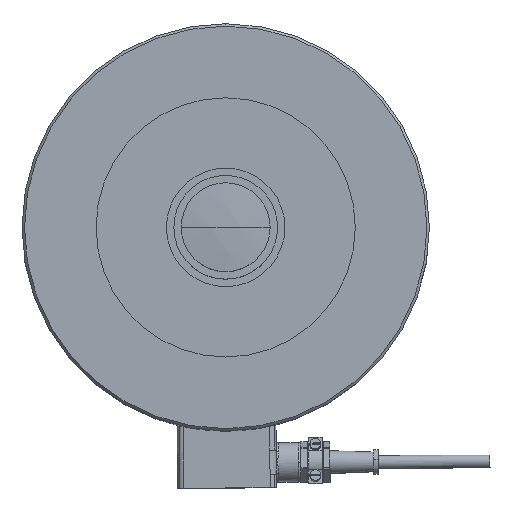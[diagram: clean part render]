
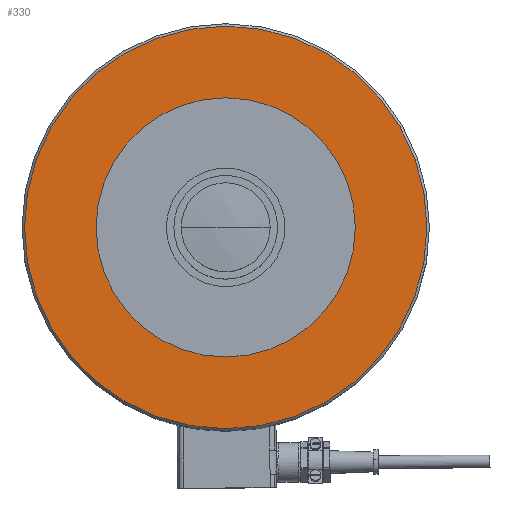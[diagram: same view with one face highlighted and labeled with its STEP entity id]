
A CAD part, top view. The second image highlights one B-rep face of the part: STEP entity #330.
In plain terms, the highlighted planar face has unit normal (0, 0, 1).
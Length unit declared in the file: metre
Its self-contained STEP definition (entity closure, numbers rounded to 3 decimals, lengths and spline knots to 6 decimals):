
#330=ADVANCED_FACE('0:231',(#868,#869),#870,.T.);
#868=FACE_OUTER_BOUND('',#1645,.T.);
#869=FACE_BOUND('',#1646,.T.);
#870=PLANE('',#1647);
#1645=EDGE_LOOP('',(#2880,#2881));
#1646=EDGE_LOOP('',(#2882,#2883));
#1647=AXIS2_PLACEMENT_3D('',#2884,#2885,#2886);
#2880=ORIENTED_EDGE('',*,*,#5202,.F.);
#2881=ORIENTED_EDGE('',*,*,#5203,.F.);
#2882=ORIENTED_EDGE('',*,*,#5204,.T.);
#2883=ORIENTED_EDGE('',*,*,#5205,.T.);
#2884=CARTESIAN_POINT('',(0.056883,0.103546,0.028917));
#2885=DIRECTION('',(0.,0.,1.0));
#2886=DIRECTION('',(1.0,0.,0.0));
#5202=EDGE_CURVE('0:1452',#6293,#6294,#6295,.T.);
#5203=EDGE_CURVE('',#6294,#6293,#6296,.T.);
#5204=EDGE_CURVE('0:1449',#6297,#6298,#6299,.T.);
#5205=EDGE_CURVE('',#6298,#6297,#6300,.T.);
#6293=VERTEX_POINT('',#7878);
#6294=VERTEX_POINT('',#7879);
#6295=CIRCLE('',#7880,0.0815);
#6296=CIRCLE('',#7881,0.0815);
#6297=VERTEX_POINT('',#7882);
#6298=VERTEX_POINT('',#7883);
#6299=CIRCLE('',#7884,0.0525);
#6300=CIRCLE('',#7885,0.0525);
#7878=CARTESIAN_POINT('',(0.056886,0.118046,0.028917));
#7879=CARTESIAN_POINT('',(0.056852,-0.044954,0.028917));
#7880=AXIS2_PLACEMENT_3D('',#9993,#9994,#9995);
#7881=AXIS2_PLACEMENT_3D('',#9996,#9997,#9998);
#7882=CARTESIAN_POINT('',(0.056858,-0.015954,0.028917));
#7883=CARTESIAN_POINT('',(0.05688,0.089046,0.028917));
#7884=AXIS2_PLACEMENT_3D('',#9999,#10000,#10001);
#7885=AXIS2_PLACEMENT_3D('',#10002,#10003,#10004);
#9993=CARTESIAN_POINT('',(0.056869,0.036546,0.028917));
#9994=DIRECTION('',(0.,0.,-1.0));
#9995=DIRECTION('',(0.,1.,0.));
#9996=CARTESIAN_POINT('',(0.056869,0.036546,0.028917));
#9997=DIRECTION('',(0.,0.,-1.0));
#9998=DIRECTION('',(0.,1.,0.));
#9999=CARTESIAN_POINT('',(0.056869,0.036546,0.028917));
#10000=DIRECTION('',(0.,0.,-1.0));
#10001=DIRECTION('',(0.,1.,0.));
#10002=CARTESIAN_POINT('',(0.056869,0.036546,0.028917));
#10003=DIRECTION('',(0.,0.,-1.0));
#10004=DIRECTION('',(0.,1.,0.));
